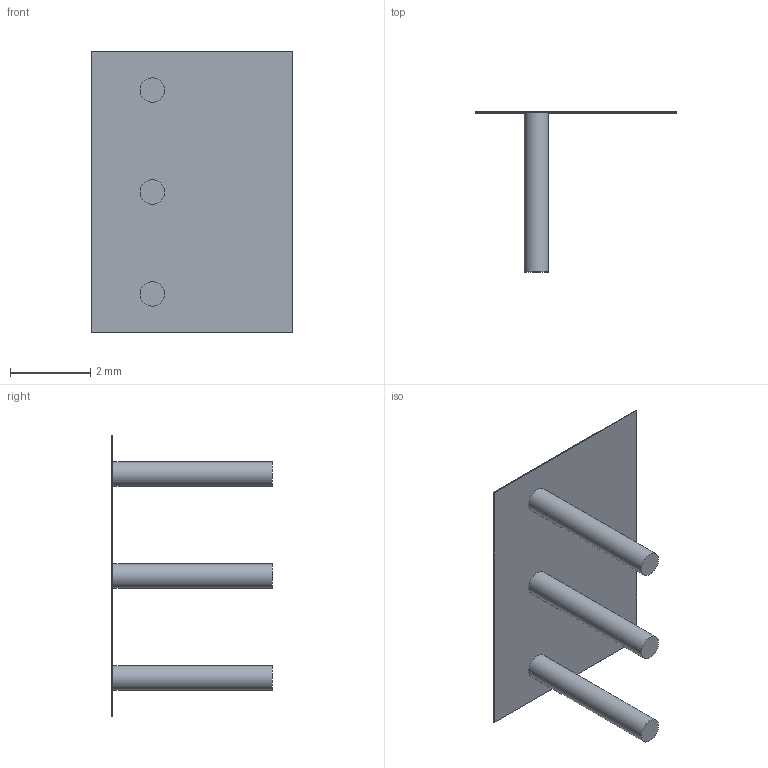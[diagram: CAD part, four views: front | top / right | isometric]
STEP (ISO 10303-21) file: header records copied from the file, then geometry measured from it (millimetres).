
FILE_DESCRIPTION(/* description */ ('B Series - Terminals-'),/* implementation_level */ '2;1');
FILE_NAME(/* name */ 'B12APtrmnls.ipt.step',/* time_stamp */ '2014-01-07T11:11:43-08:00',/* author */ ('Cadenas PARTsolutions'),/* organization */ ('NKKSWITCHES'),/* preprocessor_version */ 'ST-DEVELOPER v15.2',/* originating_system */ 'Autodesk Inventor 2014',/* authorisation */ '');
FILE_SCHEMA (('AUTOMOTIVE_DESIGN { 1 0 10303 214 3 1 1 }'));
Length unit declared in the file: inch
Products named in the file (1): B12APtrmnls
Bounding box: 5.03 x 3.99 x 7.01 mm (x, y, z)
Volume: 4.4 mm3; surface area: 93.9 mm2
Topology: 1 solids, 1 shells, 12 faces, 21 edges, 14 vertices
Faces by surface type: plane 9, cylinder 3
Full cylindrical faces by diameter (mm): 0.61 x3
Entity records: 299 total; most frequent: DIRECTION 50, CARTESIAN_POINT 45, ORIENTED_EDGE 36, AXIS2_PLACEMENT_3D 19, EDGE_LOOP 18, EDGE_CURVE 18, VERTEX_POINT 14, LINE 12
